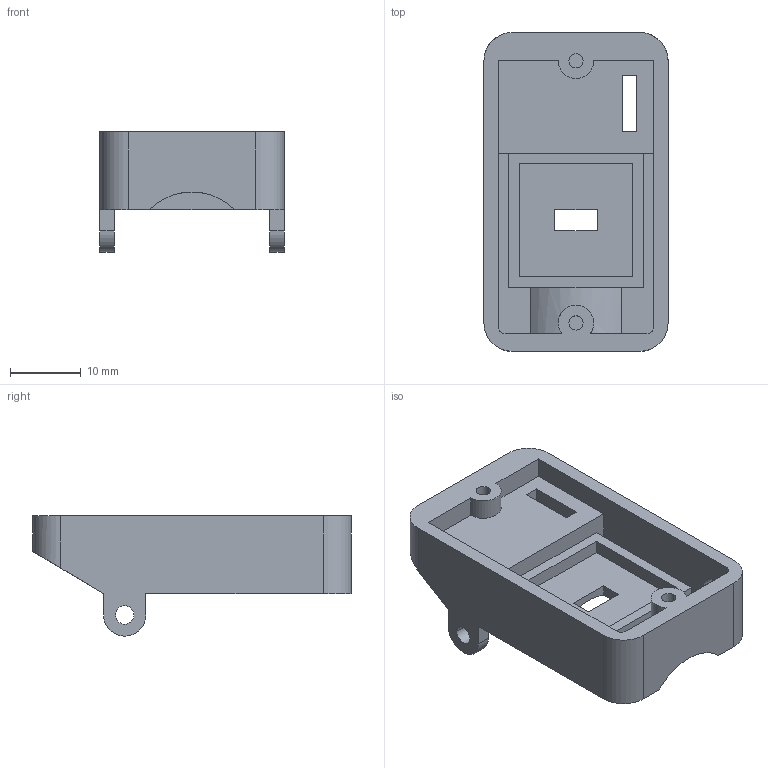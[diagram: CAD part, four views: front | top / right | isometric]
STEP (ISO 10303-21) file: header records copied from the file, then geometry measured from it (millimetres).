
FILE_DESCRIPTION (( 'STEP AP203' ), '1' );
FILE_NAME ('oximeter_bawahv3.STEP', '2021-05-28T20:58:40', ( '' ), ( '' ), 'SwSTEP 2.0', 'SolidWorks 2017', '' );
FILE_SCHEMA (( 'CONFIG_CONTROL_DESIGN' ));
Length unit declared in the file: millimetre
Products named in the file (1): oximeter_bawahv3
Bounding box: 26 x 45 x 17 mm (x, y, z)
Volume: 5331.5 mm3; surface area: 5455.2 mm2
Topology: 1 solids, 1 shells, 69 faces, 190 edges, 126 vertices
Faces by surface type: plane 45, cylinder 24
Entity records: 2324 total; most frequent: CARTESIAN_POINT 431, ORIENTED_EDGE 380, DIRECTION 371, EDGE_CURVE 190, VECTOR 139, LINE 139, VERTEX_POINT 126, AXIS2_PLACEMENT_3D 116
